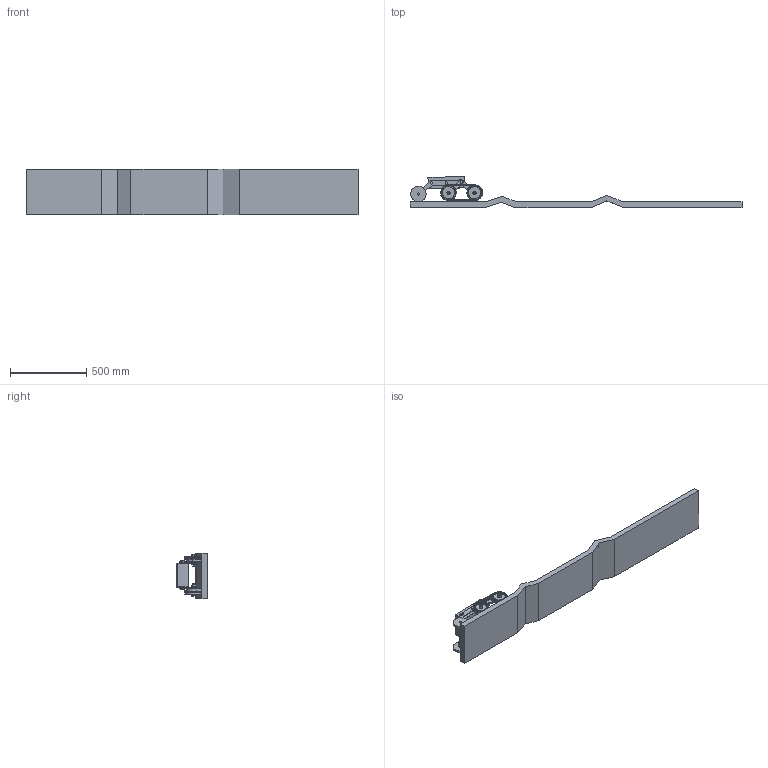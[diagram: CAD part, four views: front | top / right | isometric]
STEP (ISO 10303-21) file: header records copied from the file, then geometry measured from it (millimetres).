
FILE_DESCRIPTION (( 'STEP AP214' ), '1' );
FILE_NAME ('Rocker Bogie defence Assembly.STEP', '2025-07-05T18:44:27', ( '' ), ( '' ), 'SwSTEP 2.0', 'SolidWorks 2024', '' );
FILE_SCHEMA (( 'AUTOMOTIVE_DESIGN' ));
Length unit declared in the file: millimetre
Products named in the file (14): Belt2-4^GEAR ASSEMBLY; TEST TRACK; Part6^GEAR ASSEMBLY; Rocker Bogie defence Assembly; WHEEL; GEAR ASSEMBLY; SHORT ARM; LONG ARM 1; CHASSIS; GEAR SHAFT; GEAR; MOTOR; MAIN BOLT; BOLT
Assembly tree (109 placements, depth 3):
  Rocker Bogie defence Assembly
    TEST TRACK
    LONG ARM 1  x2
    SHORT ARM  x2
    BOLT  x2
    WHEEL  x2
    MOTOR  x6
    MAIN BOLT  x2
    CHASSIS
    GEAR ASSEMBLY  x2
      GEAR SHAFT
      GEAR
      Belt2-4^GEAR ASSEMBLY
      Part6^GEAR ASSEMBLY
Bounding box: 2181.97 x 204.59 x 300 mm (x, y, z)
Volume: 26139107.3 mm3; surface area: 2139504.1 mm2
Topology: 196 solids, 196 shells, 2997 faces, 7512 edges, 4996 vertices
Faces by surface type: plane 1729, cylinder 1232, torus 24, cone 12
Entity records: 16332 total; most frequent: DIRECTION 2922, CARTESIAN_POINT 2724, ORIENTED_EDGE 2564, EDGE_CURVE 1282, AXIS2_PLACEMENT_3D 1048, VERTEX_POINT 850, LINE 826, VECTOR 826
